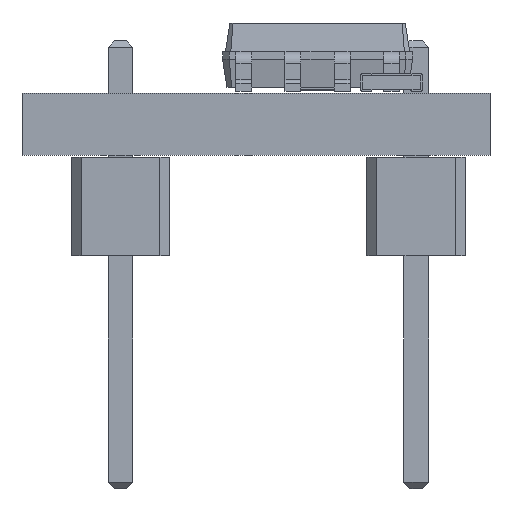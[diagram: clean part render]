
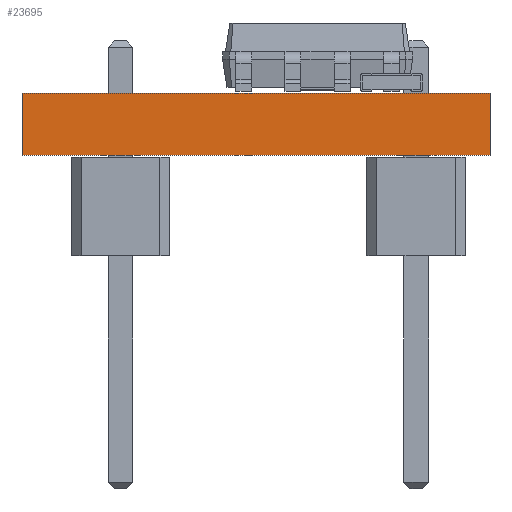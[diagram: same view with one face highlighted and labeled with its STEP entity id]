
A CAD part, front view. The second image highlights one B-rep face of the part: STEP entity #23695.
In plain terms, the highlighted planar face has unit normal (0, -1, 0).
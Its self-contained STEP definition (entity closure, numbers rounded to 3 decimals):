
#23579 = EDGE_CURVE('',#23580,#23582,#23584,.T.);
#23580 = VERTEX_POINT('',#23581);
#23581 = CARTESIAN_POINT('',(101.6,-78.105,0.));
#23582 = VERTEX_POINT('',#23583);
#23583 = CARTESIAN_POINT('',(101.6,-78.105,1.6));
#23584 = SURFACE_CURVE('',#23585,(#23589,#23601),.PCURVE_S1.);
#23585 = LINE('',#23586,#23587);
#23586 = CARTESIAN_POINT('',(101.6,-78.105,0.));
#23587 = VECTOR('',#23588,1.);
#23588 = DIRECTION('',(0.,0.,1.));
#23589 = PCURVE('',#23590,#23595);
#23590 = PLANE('',#23591);
#23591 = AXIS2_PLACEMENT_3D('',#23592,#23593,#23594);
#23592 = CARTESIAN_POINT('',(101.6,-78.105,0.));
#23593 = DIRECTION('',(-1.,0.,0.));
#23594 = DIRECTION('',(0.,1.,0.));
#23595 = DEFINITIONAL_REPRESENTATION('',(#23596),#23600);
#23596 = LINE('',#23597,#23598);
#23597 = CARTESIAN_POINT('',(0.,0.));
#23598 = VECTOR('',#23599,1.);
#23599 = DIRECTION('',(0.,-1.));
#23600 = ( GEOMETRIC_REPRESENTATION_CONTEXT(2) 
PARAMETRIC_REPRESENTATION_CONTEXT() REPRESENTATION_CONTEXT('2D SPACE',''
  ) );
#23601 = PCURVE('',#23602,#23607);
#23602 = PLANE('',#23603);
#23603 = AXIS2_PLACEMENT_3D('',#23604,#23605,#23606);
#23604 = CARTESIAN_POINT('',(113.665,-78.105,0.));
#23605 = DIRECTION('',(0.,-1.,0.));
#23606 = DIRECTION('',(-1.,0.,0.));
#23607 = DEFINITIONAL_REPRESENTATION('',(#23608),#23612);
#23608 = LINE('',#23609,#23610);
#23609 = CARTESIAN_POINT('',(12.065,0.));
#23610 = VECTOR('',#23611,1.);
#23611 = DIRECTION('',(0.,-1.));
#23612 = ( GEOMETRIC_REPRESENTATION_CONTEXT(2) 
PARAMETRIC_REPRESENTATION_CONTEXT() REPRESENTATION_CONTEXT('2D SPACE',''
  ) );
#23630 = PLANE('',#23631);
#23631 = AXIS2_PLACEMENT_3D('',#23632,#23633,#23634);
#23632 = CARTESIAN_POINT('',(107.633,-69.533,1.6));
#23633 = DIRECTION('',(-0.,-0.,-1.));
#23634 = DIRECTION('',(-1.,0.,0.));
#23684 = PLANE('',#23685);
#23685 = AXIS2_PLACEMENT_3D('',#23686,#23687,#23688);
#23686 = CARTESIAN_POINT('',(107.633,-69.533,0.));
#23687 = DIRECTION('',(-0.,-0.,-1.));
#23688 = DIRECTION('',(-1.,0.,0.));
#23695 = ADVANCED_FACE('',(#23696),#23602,.T.);
#23696 = FACE_BOUND('',#23697,.T.);
#23697 = EDGE_LOOP('',(#23698,#23728,#23749,#23750));
#23698 = ORIENTED_EDGE('',*,*,#23699,.T.);
#23699 = EDGE_CURVE('',#23700,#23702,#23704,.T.);
#23700 = VERTEX_POINT('',#23701);
#23701 = CARTESIAN_POINT('',(113.665,-78.105,0.));
#23702 = VERTEX_POINT('',#23703);
#23703 = CARTESIAN_POINT('',(113.665,-78.105,1.6));
#23704 = SURFACE_CURVE('',#23705,(#23709,#23716),.PCURVE_S1.);
#23705 = LINE('',#23706,#23707);
#23706 = CARTESIAN_POINT('',(113.665,-78.105,0.));
#23707 = VECTOR('',#23708,1.);
#23708 = DIRECTION('',(0.,0.,1.));
#23709 = PCURVE('',#23602,#23710);
#23710 = DEFINITIONAL_REPRESENTATION('',(#23711),#23715);
#23711 = LINE('',#23712,#23713);
#23712 = CARTESIAN_POINT('',(0.,-0.));
#23713 = VECTOR('',#23714,1.);
#23714 = DIRECTION('',(0.,-1.));
#23715 = ( GEOMETRIC_REPRESENTATION_CONTEXT(2) 
PARAMETRIC_REPRESENTATION_CONTEXT() REPRESENTATION_CONTEXT('2D SPACE',''
  ) );
#23716 = PCURVE('',#23717,#23722);
#23717 = PLANE('',#23718);
#23718 = AXIS2_PLACEMENT_3D('',#23719,#23720,#23721);
#23719 = CARTESIAN_POINT('',(113.665,-64.77,0.));
#23720 = DIRECTION('',(1.,0.,-0.));
#23721 = DIRECTION('',(0.,-1.,0.));
#23722 = DEFINITIONAL_REPRESENTATION('',(#23723),#23727);
#23723 = LINE('',#23724,#23725);
#23724 = CARTESIAN_POINT('',(13.335,0.));
#23725 = VECTOR('',#23726,1.);
#23726 = DIRECTION('',(0.,-1.));
#23727 = ( GEOMETRIC_REPRESENTATION_CONTEXT(2) 
PARAMETRIC_REPRESENTATION_CONTEXT() REPRESENTATION_CONTEXT('2D SPACE',''
  ) );
#23728 = ORIENTED_EDGE('',*,*,#23729,.T.);
#23729 = EDGE_CURVE('',#23702,#23582,#23730,.T.);
#23730 = SURFACE_CURVE('',#23731,(#23735,#23742),.PCURVE_S1.);
#23731 = LINE('',#23732,#23733);
#23732 = CARTESIAN_POINT('',(113.665,-78.105,1.6));
#23733 = VECTOR('',#23734,1.);
#23734 = DIRECTION('',(-1.,0.,0.));
#23735 = PCURVE('',#23602,#23736);
#23736 = DEFINITIONAL_REPRESENTATION('',(#23737),#23741);
#23737 = LINE('',#23738,#23739);
#23738 = CARTESIAN_POINT('',(0.,-1.6));
#23739 = VECTOR('',#23740,1.);
#23740 = DIRECTION('',(1.,0.));
#23741 = ( GEOMETRIC_REPRESENTATION_CONTEXT(2) 
PARAMETRIC_REPRESENTATION_CONTEXT() REPRESENTATION_CONTEXT('2D SPACE',''
  ) );
#23742 = PCURVE('',#23630,#23743);
#23743 = DEFINITIONAL_REPRESENTATION('',(#23744),#23748);
#23744 = LINE('',#23745,#23746);
#23745 = CARTESIAN_POINT('',(-6.033,-8.573));
#23746 = VECTOR('',#23747,1.);
#23747 = DIRECTION('',(1.,0.));
#23748 = ( GEOMETRIC_REPRESENTATION_CONTEXT(2) 
PARAMETRIC_REPRESENTATION_CONTEXT() REPRESENTATION_CONTEXT('2D SPACE',''
  ) );
#23749 = ORIENTED_EDGE('',*,*,#23579,.F.);
#23750 = ORIENTED_EDGE('',*,*,#23751,.F.);
#23751 = EDGE_CURVE('',#23700,#23580,#23752,.T.);
#23752 = SURFACE_CURVE('',#23753,(#23757,#23764),.PCURVE_S1.);
#23753 = LINE('',#23754,#23755);
#23754 = CARTESIAN_POINT('',(113.665,-78.105,0.));
#23755 = VECTOR('',#23756,1.);
#23756 = DIRECTION('',(-1.,0.,0.));
#23757 = PCURVE('',#23602,#23758);
#23758 = DEFINITIONAL_REPRESENTATION('',(#23759),#23763);
#23759 = LINE('',#23760,#23761);
#23760 = CARTESIAN_POINT('',(0.,-0.));
#23761 = VECTOR('',#23762,1.);
#23762 = DIRECTION('',(1.,0.));
#23763 = ( GEOMETRIC_REPRESENTATION_CONTEXT(2) 
PARAMETRIC_REPRESENTATION_CONTEXT() REPRESENTATION_CONTEXT('2D SPACE',''
  ) );
#23764 = PCURVE('',#23684,#23765);
#23765 = DEFINITIONAL_REPRESENTATION('',(#23766),#23770);
#23766 = LINE('',#23767,#23768);
#23767 = CARTESIAN_POINT('',(-6.033,-8.573));
#23768 = VECTOR('',#23769,1.);
#23769 = DIRECTION('',(1.,0.));
#23770 = ( GEOMETRIC_REPRESENTATION_CONTEXT(2) 
PARAMETRIC_REPRESENTATION_CONTEXT() REPRESENTATION_CONTEXT('2D SPACE',''
  ) );
